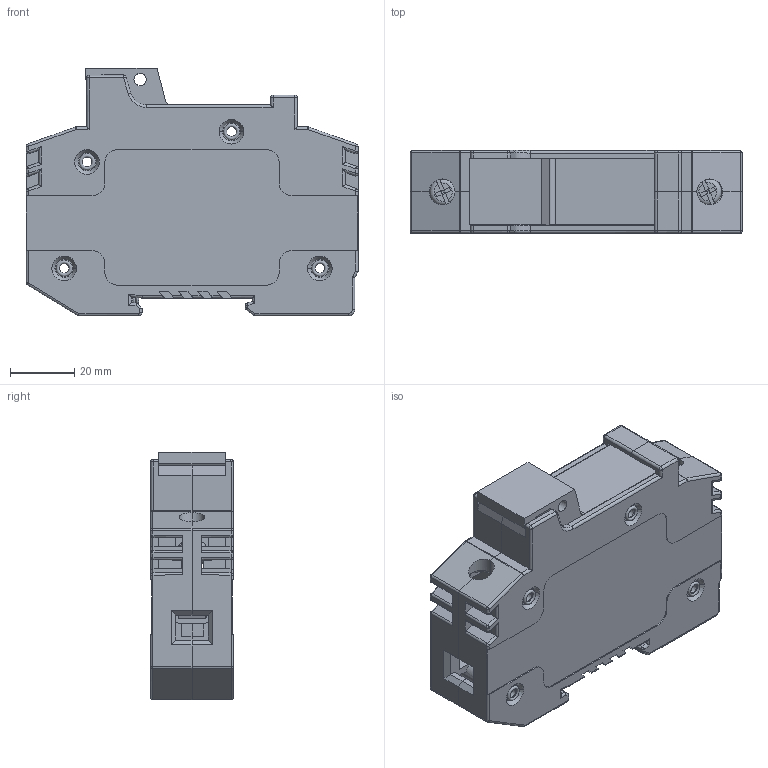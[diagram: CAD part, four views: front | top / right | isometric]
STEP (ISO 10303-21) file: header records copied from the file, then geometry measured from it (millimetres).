
FILE_DESCRIPTION(/* description */ (''),/* implementation_level */ '2;1');
FILE_NAME(/* name */ 'RT18-63.stp',/* time_stamp */ '2023-02-09T11:24:30+08:00',/* author */ (''),/* organization */ (''),/* preprocessor_version */ 'ST-DEVELOPER v16',/* originating_system */ 'SIEMENS PLM Software NX 10.0',/* authorisation */ '');
FILE_SCHEMA (('CONFIG_CONTROL_DESIGN'));
Length unit declared in the file: millimetre
Products named in the file (1): RT18-63
Bounding box: 103 x 25.7 x 76.91 mm (x, y, z)
Volume: 75905.1 mm3; surface area: 68464.7 mm2
Topology: 16 solids, 16 shells, 1586 faces, 4213 edges, 2592 vertices
Faces by surface type: plane 1007, cylinder 412, bspline 52, torus 42, cone 42, sphere 31
Full cylindrical faces by diameter (mm): 3 x4, 3.5 x4, 3.8 x10, 7 x2
Entity records: 53040 total; most frequent: CARTESIAN_POINT 13863, ORIENTED_EDGE 8264, DIRECTION 7967, EDGE_CURVE 4132, LINE 2985, VECTOR 2985, VERTEX_POINT 2586, AXIS2_PLACEMENT_3D 2491
